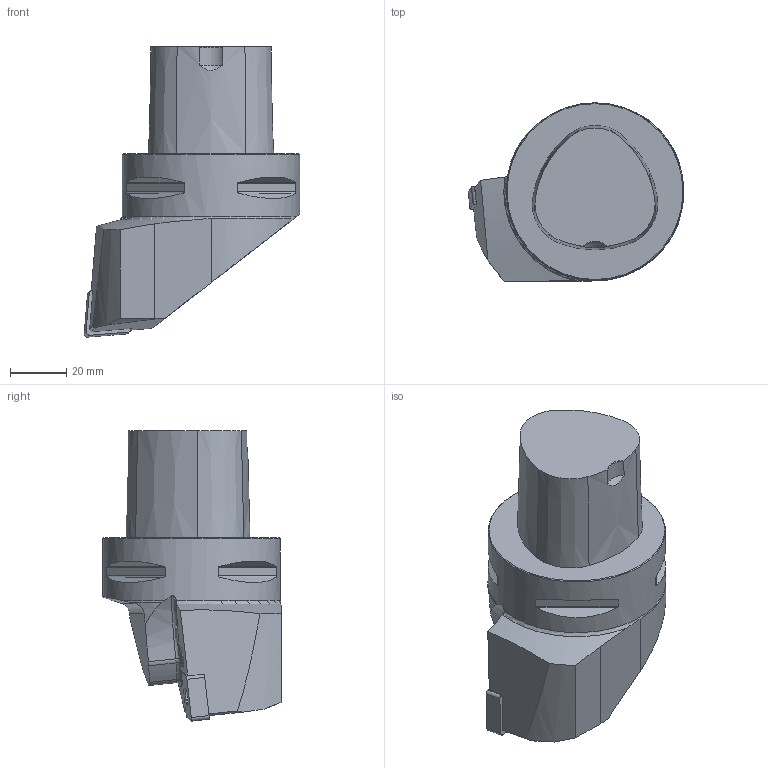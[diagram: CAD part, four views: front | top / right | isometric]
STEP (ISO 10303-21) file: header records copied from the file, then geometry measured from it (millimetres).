
FILE_DESCRIPTION(/* description */ (''),/* implementation_level */ '2;1');
FILE_NAME(/* name */ 'TOOLASSEMBLY_1.STP',/* time_stamp */ '2023-11-15T11:09:43+01:00',/* author */ (''),/* organization */ ('SMS'),/* preprocessor_version */ 'ST-DEVELOPER v16.7',/* originating_system */ 'SIEMENS PLM Software NX 12.0',/* authorisation */ '');
FILE_SCHEMA (('AUTOMOTIVE_DESIGN { 1 0 10303 214 3 1 1 1 }'));
Length unit declared in the file: millimetre
Products named in the file (4): ASSEMBLY_CONSTRUCTION; IsoTurningInsert; NOCUT_20231115110806; TOOLASSEMBLY_1
Assembly tree (3 placements, depth 2):
  TOOLASSEMBLY_1
    NOCUT_20231115110806
    IsoTurningInsert
    ASSEMBLY_CONSTRUCTION
Bounding box: 76.5 x 63.2 x 103 mm (x, y, z)
Volume: 197329.7 mm3; surface area: 23072.1 mm2
Topology: 2 solids, 2 shells, 100 faces, 263 edges, 178 vertices
Faces by surface type: plane 46, cylinder 34, cone 12, torus 8
Full cylindrical faces by diameter (mm): 6.35 x1, 63 x1
Entity records: 3590 total; most frequent: CARTESIAN_POINT 1007, DIRECTION 511, ORIENTED_EDGE 510, EDGE_CURVE 255, AXIS2_PLACEMENT_3D 202, VERTEX_POINT 171, EDGE_LOOP 114, LINE 107
